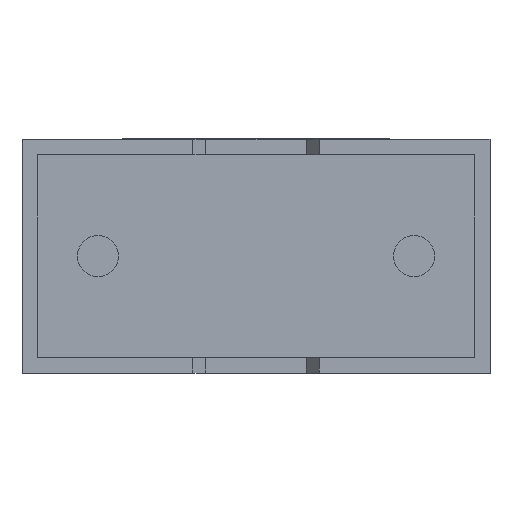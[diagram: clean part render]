
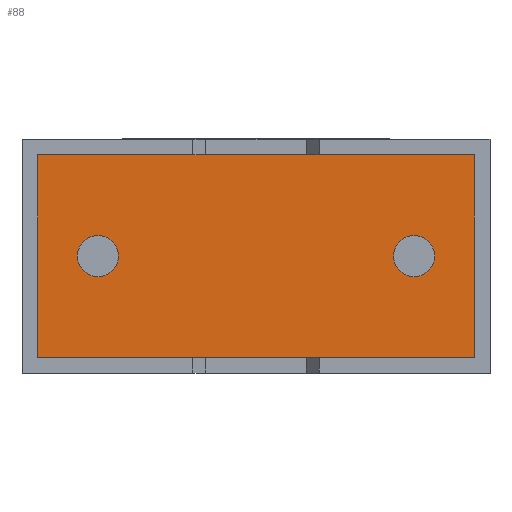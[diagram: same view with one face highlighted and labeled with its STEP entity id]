
A CAD part, front view. The second image highlights one B-rep face of the part: STEP entity #88.
In plain terms, the highlighted planar face has unit normal (0, -1, 0).
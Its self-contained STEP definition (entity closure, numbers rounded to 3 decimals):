
#32 = DIRECTION ( 'NONE',  ( 0., 0., -1. ) ) ;
#51 = DIRECTION ( 'NONE',  ( 0., -1., 0. ) ) ;
#88 = ADVANCED_FACE ( 'NONE', ( #168, #1690, #1847 ), #1893, .T. ) ;
#92 = CARTESIAN_POINT ( 'NONE',  ( 6.2, 0.75, 1.85 ) ) ;
#96 = ORIENTED_EDGE ( 'NONE', *, *, #2094, .T. ) ;
#108 = ORIENTED_EDGE ( 'NONE', *, *, #1622, .T. ) ;
#133 = VERTEX_POINT ( 'NONE', #2371 ) ;
#168 = FACE_BOUND ( 'NONE', #1581, .T. ) ;
#177 = DIRECTION ( 'NONE',  ( 0., -1., 0. ) ) ;
#194 = CARTESIAN_POINT ( 'NONE',  ( 1.2, 0.75, 1.85 ) ) ;
#203 = LINE ( 'NONE', #1991, #650 ) ;
#206 = AXIS2_PLACEMENT_3D ( 'NONE', #1902, #750, #2639 ) ;
#248 = DIRECTION ( 'NONE',  ( 0., -1., 0. ) ) ;
#289 = EDGE_LOOP ( 'NONE', ( #2802, #2896 ) ) ;
#302 = DIRECTION ( 'NONE',  ( 1., 0., 0. ) ) ;
#329 = EDGE_CURVE ( 'NONE', #697, #2257, #203, .T. ) ;
#376 = CARTESIAN_POINT ( 'NONE',  ( 6.2, 0.75, 2.175 ) ) ;
#459 = CARTESIAN_POINT ( 'NONE',  ( 7.153, 0.75, 0.247 ) ) ;
#522 = CARTESIAN_POINT ( 'NONE',  ( 7.153, 0.75, 3.453 ) ) ;
#526 = CARTESIAN_POINT ( 'NONE',  ( 0.247, 0.75, 3.453 ) ) ;
#553 = CARTESIAN_POINT ( 'NONE',  ( 0.247, 0.75, 0.247 ) ) ;
#650 = VECTOR ( 'NONE', #302, 1000. ) ;
#684 = VERTEX_POINT ( 'NONE', #2450 ) ;
#697 = VERTEX_POINT ( 'NONE', #553 ) ;
#724 = CARTESIAN_POINT ( 'NONE',  ( 6.2, 0.75, 1.85 ) ) ;
#729 = VECTOR ( 'NONE', #1986, 1000. ) ;
#736 = CARTESIAN_POINT ( 'NONE',  ( 0., 0.75, 0. ) ) ;
#750 = DIRECTION ( 'NONE',  ( 0., -1., 0. ) ) ;
#760 = CIRCLE ( 'NONE', #1921, 0.325 ) ;
#859 = EDGE_CURVE ( 'NONE', #2689, #133, #1337, .T. ) ;
#912 = VECTOR ( 'NONE', #1025, 1000. ) ;
#916 = ORIENTED_EDGE ( 'NONE', *, *, #1090, .T. ) ;
#922 = ORIENTED_EDGE ( 'NONE', *, *, #3034, .F. ) ;
#935 = VECTOR ( 'NONE', #2779, 1000. ) ;
#970 = LINE ( 'NONE', #1315, #935 ) ;
#1025 = DIRECTION ( 'NONE',  ( -1., 0., 0. ) ) ;
#1090 = EDGE_CURVE ( 'NONE', #2257, #1891, #2216, .T. ) ;
#1151 = VERTEX_POINT ( 'NONE', #526 ) ;
#1261 = CIRCLE ( 'NONE', #2339, 0.325 ) ;
#1298 = AXIS2_PLACEMENT_3D ( 'NONE', #724, #248, #2421 ) ;
#1315 = CARTESIAN_POINT ( 'NONE',  ( 0.247, 0.75, 3.453 ) ) ;
#1337 = CIRCLE ( 'NONE', #1298, 0.325 ) ;
#1464 = CARTESIAN_POINT ( 'NONE',  ( 7.153, 0.75, 0.247 ) ) ;
#1581 = EDGE_LOOP ( 'NONE', ( #2878, #922 ) ) ;
#1622 = EDGE_CURVE ( 'NONE', #1891, #1151, #2911, .T. ) ;
#1659 = EDGE_CURVE ( 'NONE', #684, #2131, #760, .T. ) ;
#1690 = FACE_OUTER_BOUND ( 'NONE', #2502, .T. ) ;
#1847 = FACE_BOUND ( 'NONE', #289, .T. ) ;
#1891 = VERTEX_POINT ( 'NONE', #522 ) ;
#1893 = PLANE ( 'NONE',  #2924 ) ;
#1902 = CARTESIAN_POINT ( 'NONE',  ( 1.2, 0.75, 1.85 ) ) ;
#1921 = AXIS2_PLACEMENT_3D ( 'NONE', #194, #177, #2065 ) ;
#1955 = DIRECTION ( 'NONE',  ( 0., -1., 0. ) ) ;
#1986 = DIRECTION ( 'NONE',  ( 0., 0., 1. ) ) ;
#1988 = ORIENTED_EDGE ( 'NONE', *, *, #329, .T. ) ;
#1991 = CARTESIAN_POINT ( 'NONE',  ( 0.247, 0.75, 0.247 ) ) ;
#2065 = DIRECTION ( 'NONE',  ( 0., 0., -1. ) ) ;
#2094 = EDGE_CURVE ( 'NONE', #1151, #697, #970, .T. ) ;
#2131 = VERTEX_POINT ( 'NONE', #2763 ) ;
#2216 = LINE ( 'NONE', #1464, #729 ) ;
#2257 = VERTEX_POINT ( 'NONE', #459 ) ;
#2339 = AXIS2_PLACEMENT_3D ( 'NONE', #92, #1955, #2675 ) ;
#2371 = CARTESIAN_POINT ( 'NONE',  ( 6.2, 0.75, 1.525 ) ) ;
#2421 = DIRECTION ( 'NONE',  ( 0., 0., -1. ) ) ;
#2440 = CARTESIAN_POINT ( 'NONE',  ( 7.153, 0.75, 3.453 ) ) ;
#2450 = CARTESIAN_POINT ( 'NONE',  ( 1.2, 0.75, 1.525 ) ) ;
#2502 = EDGE_LOOP ( 'NONE', ( #96, #1988, #916, #108 ) ) ;
#2639 = DIRECTION ( 'NONE',  ( 0., 0., -1. ) ) ;
#2675 = DIRECTION ( 'NONE',  ( 0., 0., -1. ) ) ;
#2689 = VERTEX_POINT ( 'NONE', #376 ) ;
#2763 = CARTESIAN_POINT ( 'NONE',  ( 1.2, 0.75, 2.175 ) ) ;
#2779 = DIRECTION ( 'NONE',  ( 0., 0., -1. ) ) ;
#2783 = CIRCLE ( 'NONE', #206, 0.325 ) ;
#2802 = ORIENTED_EDGE ( 'NONE', *, *, #3000, .F. ) ;
#2878 = ORIENTED_EDGE ( 'NONE', *, *, #859, .F. ) ;
#2896 = ORIENTED_EDGE ( 'NONE', *, *, #1659, .F. ) ;
#2911 = LINE ( 'NONE', #2440, #912 ) ;
#2924 = AXIS2_PLACEMENT_3D ( 'NONE', #736, #51, #32 ) ;
#3000 = EDGE_CURVE ( 'NONE', #2131, #684, #2783, .T. ) ;
#3034 = EDGE_CURVE ( 'NONE', #133, #2689, #1261, .T. ) ;
